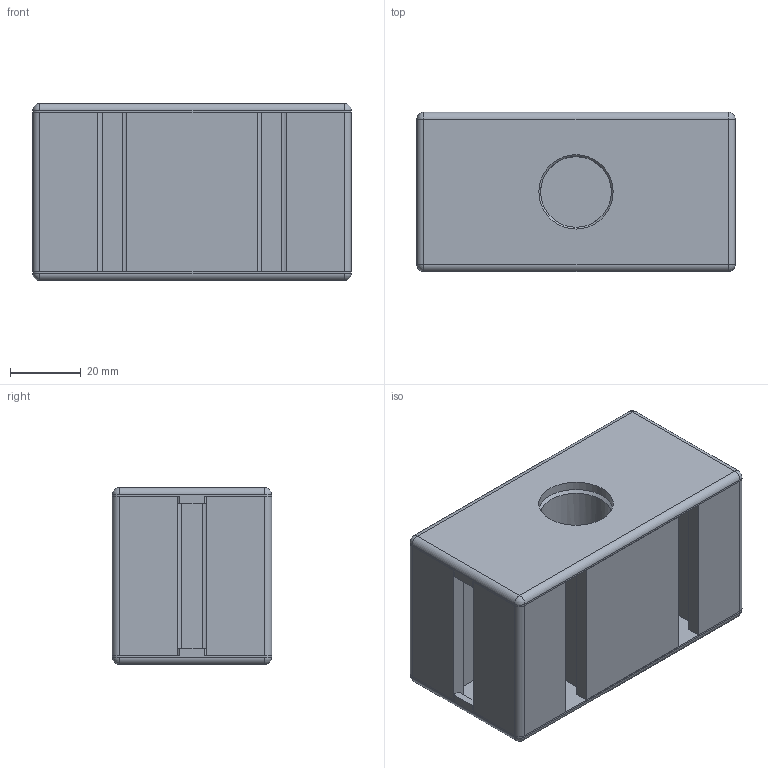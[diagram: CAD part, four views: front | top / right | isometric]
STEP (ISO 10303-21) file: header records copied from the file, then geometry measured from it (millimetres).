
FILE_DESCRIPTION((''),'2;1');
FILE_NAME('850006.ipt.stp','2010-09-05T11:46:34',(''),(''),'Autodesk Inventor 2010','Autodesk Inventor 2010','');
FILE_SCHEMA(('AUTOMOTIVE_DESIGN { 1 0 10303 214 1 1 1 1 }'));
Length unit declared in the file: millimetre
Products named in the file (1): 850006
Bounding box: 90 x 45 x 50 mm (x, y, z)
Volume: 109665.9 mm3; surface area: 65788.4 mm2
Topology: 5 solids, 5 shells, 270 faces, 737 edges, 475 vertices
Faces by surface type: plane 117, cylinder 78, bspline 40, cone 19, torus 8, sphere 8
Full cylindrical faces by diameter (mm): 7.2 x3, 8 x1, 20 x1, 32 x1
Entity records: 9685 total; most frequent: CARTESIAN_POINT 2768, ORIENTED_EDGE 1414, DIRECTION 1306, EDGE_CURVE 707, VERTEX_POINT 469, AXIS2_PLACEMENT_3D 445, VECTOR 416, LINE 416
